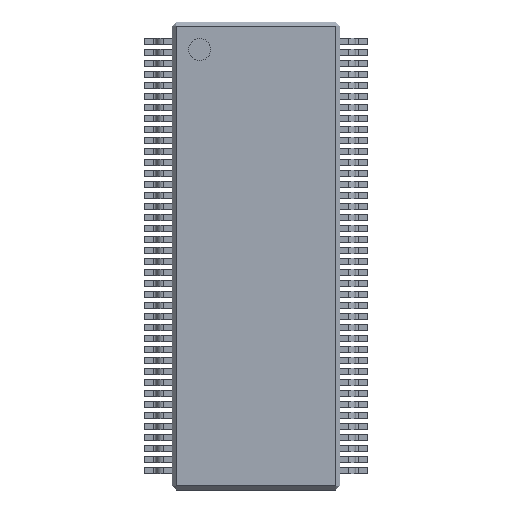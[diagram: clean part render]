
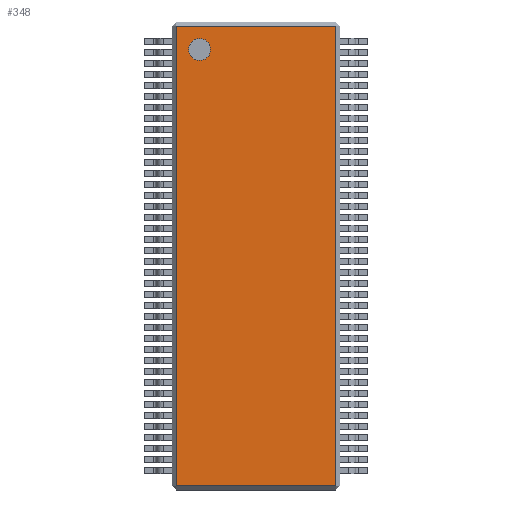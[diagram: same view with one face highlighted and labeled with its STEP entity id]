
A CAD part, top view. The second image highlights one B-rep face of the part: STEP entity #348.
In plain terms, the highlighted planar face has unit normal (0, 0, 1).
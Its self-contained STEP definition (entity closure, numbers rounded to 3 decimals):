
#13=DIRECTION('',(0.,0.,1.));
#14=DIRECTION('',(1.,0.,0.));
#143=VECTOR('',#144,1.);
#144=DIRECTION('',(0.,1.,0.));
#218=VERTEX_POINT('',#219);
#219=CARTESIAN_POINT('',(-2.9,-8.35,1.2));
#226=VERTEX_POINT('',#227);
#227=CARTESIAN_POINT('',(-2.9,8.35,1.2));
#232=ORIENTED_EDGE('',*,*,#233,.F.);
#233=EDGE_CURVE('',#218,#226,#234,.T.);
#234=LINE('',#235,#143);
#235=CARTESIAN_POINT('',(-2.9,-8.5,1.2));
#305=VECTOR('',#14,1.);
#348=ADVANCED_FACE('',(#349,#367),#376,.T.);
#349=FACE_BOUND('',#350,.T.);
#350=EDGE_LOOP('',(#232,#351,#357,#363));
#351=ORIENTED_EDGE('',*,*,#352,.T.);
#352=EDGE_CURVE('',#218,#353,#355,.T.);
#353=VERTEX_POINT('',#354);
#354=CARTESIAN_POINT('',(2.9,-8.35,1.2));
#355=LINE('',#356,#305);
#356=CARTESIAN_POINT('',(-3.05,-8.35,1.2));
#357=ORIENTED_EDGE('',*,*,#358,.T.);
#358=EDGE_CURVE('',#353,#359,#361,.T.);
#359=VERTEX_POINT('',#360);
#360=CARTESIAN_POINT('',(2.9,8.35,1.2));
#361=LINE('',#362,#143);
#362=CARTESIAN_POINT('',(2.9,-8.5,1.2));
#363=ORIENTED_EDGE('',*,*,#364,.F.);
#364=EDGE_CURVE('',#226,#359,#365,.T.);
#365=LINE('',#366,#305);
#366=CARTESIAN_POINT('',(-3.05,8.35,1.2));
#367=FACE_BOUND('',#368,.T.);
#368=EDGE_LOOP('',(#369));
#369=ORIENTED_EDGE('',*,*,#370,.F.);
#370=EDGE_CURVE('',#371,#371,#373,.T.);
#371=VERTEX_POINT('',#372);
#372=CARTESIAN_POINT('',(-1.65,7.5,1.2));
#373=CIRCLE('',#374,0.4);
#374=AXIS2_PLACEMENT_3D('',#375,#13,#14);
#375=CARTESIAN_POINT('',(-2.05,7.5,1.2));
#376=PLANE('',#377);
#377=AXIS2_PLACEMENT_3D('',#378,#13,#14);
#378=CARTESIAN_POINT('',(-3.05,-8.5,1.2));
